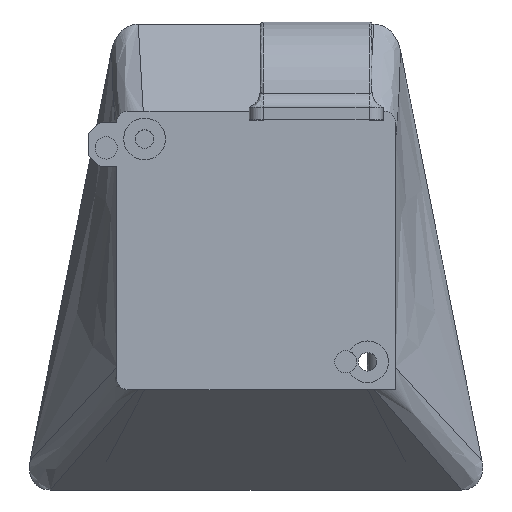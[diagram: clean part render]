
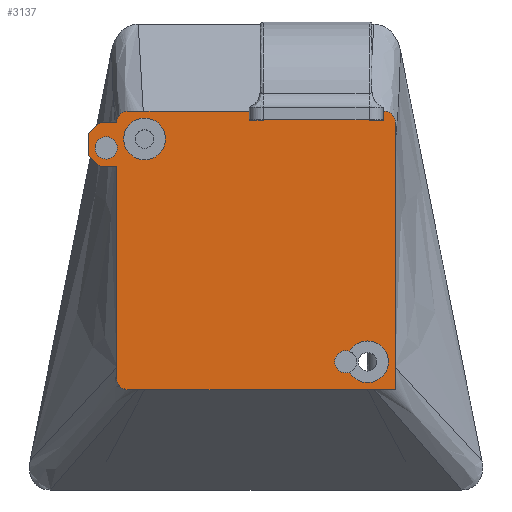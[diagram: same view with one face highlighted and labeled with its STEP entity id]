
A CAD part, top view. The second image highlights one B-rep face of the part: STEP entity #3137.
In plain terms, the highlighted planar face has unit normal (0, 0, 1).
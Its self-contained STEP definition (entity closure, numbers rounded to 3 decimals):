
#114=FACE_BOUND('',#488,.T.);
#115=FACE_BOUND('',#489,.T.);
#116=FACE_BOUND('',#490,.T.);
#181=PLANE('',#3386);
#306=FACE_OUTER_BOUND('',#487,.T.);
#487=EDGE_LOOP('',(#2446,#2447,#2448,#2449,#2450,#2451,#2452,#2453,#2454,
#2455,#2456,#2457,#2458,#2459,#2460,#2461,#2462,#2463,#2464,#2465));
#488=EDGE_LOOP('',(#2466,#2467));
#489=EDGE_LOOP('',(#2468));
#490=EDGE_LOOP('',(#2469));
#626=CIRCLE('',#3279,2.);
#633=CIRCLE('',#3298,3.75);
#634=CIRCLE('',#3306,2.);
#676=CIRCLE('',#3387,2.);
#677=CIRCLE('',#3388,2.);
#678=CIRCLE('',#3389,2.);
#679=CIRCLE('',#3390,3.75);
#802=LINE('',#4592,#1074);
#808=LINE('',#4603,#1080);
#814=LINE('',#4615,#1086);
#815=LINE('',#4618,#1087);
#819=LINE('',#4630,#1091);
#823=LINE('',#4638,#1095);
#837=LINE('',#4967,#1109);
#841=LINE('',#4975,#1113);
#846=LINE('',#4993,#1118);
#850=LINE('',#5009,#1122);
#872=LINE('',#5072,#1144);
#891=LINE('',#5114,#1163);
#897=LINE('',#5126,#1169);
#898=LINE('',#5128,#1170);
#901=LINE('',#5134,#1173);
#902=LINE('',#5139,#1174);
#903=LINE('',#5141,#1175);
#1074=VECTOR('',#3706,10.);
#1080=VECTOR('',#3714,10.);
#1086=VECTOR('',#3724,10.);
#1087=VECTOR('',#3727,10.);
#1091=VECTOR('',#3741,10.);
#1095=VECTOR('',#3747,10.);
#1109=VECTOR('',#3815,10.);
#1113=VECTOR('',#3819,10.);
#1118=VECTOR('',#3836,10.);
#1122=VECTOR('',#3848,10.);
#1144=VECTOR('',#3902,10.);
#1163=VECTOR('',#3945,10.);
#1169=VECTOR('',#3963,10.);
#1170=VECTOR('',#3966,10.);
#1173=VECTOR('',#3975,10.);
#1174=VECTOR('',#3980,10.);
#1175=VECTOR('',#3981,10.);
#1322=VERTEX_POINT('',#4505);
#1326=VERTEX_POINT('',#4514);
#1347=VERTEX_POINT('',#4590);
#1348=VERTEX_POINT('',#4591);
#1352=VERTEX_POINT('',#4601);
#1356=VERTEX_POINT('',#4613);
#1357=VERTEX_POINT('',#4617);
#1358=VERTEX_POINT('',#4621);
#1360=VERTEX_POINT('',#4628);
#1363=VERTEX_POINT('',#4636);
#1393=VERTEX_POINT('',#4964);
#1394=VERTEX_POINT('',#4966);
#1397=VERTEX_POINT('',#4972);
#1398=VERTEX_POINT('',#4974);
#1404=VERTEX_POINT('',#4991);
#1405=VERTEX_POINT('',#4992);
#1412=VERTEX_POINT('',#5006);
#1413=VERTEX_POINT('',#5008);
#1438=VERTEX_POINT('',#5070);
#1449=VERTEX_POINT('',#5113);
#1450=VERTEX_POINT('',#5136);
#1451=VERTEX_POINT('',#5138);
#1452=VERTEX_POINT('',#5140);
#1453=VERTEX_POINT('',#5144);
#1642=EDGE_CURVE('',#1322,#1326,#626,.T.);
#1671=EDGE_CURVE('',#1326,#1322,#633,.T.);
#1676=EDGE_CURVE('',#1347,#1348,#802,.T.);
#1682=EDGE_CURVE('',#1347,#1352,#808,.T.);
#1688=EDGE_CURVE('',#1356,#1352,#814,.T.);
#1689=EDGE_CURVE('',#1357,#1348,#815,.T.);
#1691=EDGE_CURVE('',#1358,#1358,#634,.T.);
#1695=EDGE_CURVE('',#1360,#1356,#819,.T.);
#1699=EDGE_CURVE('',#1360,#1363,#823,.T.);
#1743=EDGE_CURVE('',#1393,#1394,#837,.T.);
#1747=EDGE_CURVE('',#1397,#1398,#841,.T.);
#1756=EDGE_CURVE('',#1404,#1405,#846,.T.);
#1764=EDGE_CURVE('',#1413,#1412,#850,.T.);
#1796=EDGE_CURVE('',#1405,#1438,#872,.T.);
#1816=EDGE_CURVE('',#1413,#1449,#891,.T.);
#1823=EDGE_CURVE('',#1393,#1404,#897,.T.);
#1824=EDGE_CURVE('',#1412,#1398,#898,.T.);
#1827=EDGE_CURVE('',#1449,#1438,#901,.T.);
#1828=EDGE_CURVE('',#1450,#1363,#676,.T.);
#1829=EDGE_CURVE('',#1450,#1451,#902,.T.);
#1830=EDGE_CURVE('',#1452,#1451,#903,.T.);
#1831=EDGE_CURVE('',#1394,#1452,#677,.T.);
#1832=EDGE_CURVE('',#1357,#1397,#678,.T.);
#1833=EDGE_CURVE('',#1453,#1453,#679,.T.);
#2446=ORIENTED_EDGE('',*,*,#1676,.F.);
#2447=ORIENTED_EDGE('',*,*,#1682,.T.);
#2448=ORIENTED_EDGE('',*,*,#1688,.F.);
#2449=ORIENTED_EDGE('',*,*,#1695,.F.);
#2450=ORIENTED_EDGE('',*,*,#1699,.T.);
#2451=ORIENTED_EDGE('',*,*,#1828,.F.);
#2452=ORIENTED_EDGE('',*,*,#1829,.T.);
#2453=ORIENTED_EDGE('',*,*,#1830,.F.);
#2454=ORIENTED_EDGE('',*,*,#1831,.F.);
#2455=ORIENTED_EDGE('',*,*,#1743,.F.);
#2456=ORIENTED_EDGE('',*,*,#1823,.T.);
#2457=ORIENTED_EDGE('',*,*,#1756,.T.);
#2458=ORIENTED_EDGE('',*,*,#1796,.T.);
#2459=ORIENTED_EDGE('',*,*,#1827,.F.);
#2460=ORIENTED_EDGE('',*,*,#1816,.F.);
#2461=ORIENTED_EDGE('',*,*,#1764,.T.);
#2462=ORIENTED_EDGE('',*,*,#1824,.T.);
#2463=ORIENTED_EDGE('',*,*,#1747,.F.);
#2464=ORIENTED_EDGE('',*,*,#1832,.F.);
#2465=ORIENTED_EDGE('',*,*,#1689,.T.);
#2466=ORIENTED_EDGE('',*,*,#1671,.T.);
#2467=ORIENTED_EDGE('',*,*,#1642,.T.);
#2468=ORIENTED_EDGE('',*,*,#1691,.T.);
#2469=ORIENTED_EDGE('',*,*,#1833,.T.);
#3137=ADVANCED_FACE('',(#306,#114,#115,#116),#181,.T.);
#3279=AXIS2_PLACEMENT_3D('',#4516,#3638,#3639);
#3298=AXIS2_PLACEMENT_3D('',#4580,#3696,#3697);
#3306=AXIS2_PLACEMENT_3D('',#4622,#3731,#3732);
#3386=AXIS2_PLACEMENT_3D('',#5135,#3976,#3977);
#3387=AXIS2_PLACEMENT_3D('',#5137,#3978,#3979);
#3388=AXIS2_PLACEMENT_3D('',#5142,#3982,#3983);
#3389=AXIS2_PLACEMENT_3D('',#5143,#3984,#3985);
#3390=AXIS2_PLACEMENT_3D('',#5145,#3986,#3987);
#3638=DIRECTION('center_axis',(0.,0.,
-1.));
#3639=DIRECTION('ref_axis',(-1.,0.,0.));
#3696=DIRECTION('center_axis',(0.,0.,
-1.));
#3697=DIRECTION('ref_axis',(-1.,0.,0.));
#3706=DIRECTION('',(0.707,0.707,0.));
#3714=DIRECTION('',(0.,-1.,0.));
#3724=DIRECTION('',(-0.707,0.707,0.));
#3727=DIRECTION('',(-1.,0.,0.));
#3731=DIRECTION('center_axis',(0.,0.,-1.));
#3732=DIRECTION('ref_axis',(-1.,0.,0.));
#3741=DIRECTION('',(-1.,0.,0.));
#3747=DIRECTION('',(0.,-1.,0.));
#3815=DIRECTION('',(1.,0.,0.));
#3819=DIRECTION('',(1.,0.,0.));
#3836=DIRECTION('',(-1.,0.,0.));
#3848=DIRECTION('',(-1.,0.,0.));
#3902=DIRECTION('',(0.,1.,0.));
#3945=DIRECTION('',(0.,1.,0.));
#3963=DIRECTION('',(0.,-1.,0.));
#3966=DIRECTION('',(0.,1.,0.));
#3975=DIRECTION('',(1.,0.,0.));
#3976=DIRECTION('center_axis',(0.,0.,1.));
#3977=DIRECTION('ref_axis',(1.,0.,0.));
#3978=DIRECTION('center_axis',(0.,0.,-1.));
#3979=DIRECTION('ref_axis',(-0.707,-0.707,0.));
#3980=DIRECTION('',(1.,0.,0.));
#3981=DIRECTION('',(0.,-1.,0.));
#3982=DIRECTION('center_axis',(0.,0.,-1.));
#3983=DIRECTION('ref_axis',(0.707,0.707,0.));
#3984=DIRECTION('center_axis',(0.,0.,-1.));
#3985=DIRECTION('ref_axis',(-0.707,0.707,0.));
#3986=DIRECTION('center_axis',(0.,0.,-1.));
#3987=DIRECTION('ref_axis',(-1.,0.,0.));
#4505=CARTESIAN_POINT('',(41.76,-46.888,21.));
#4514=CARTESIAN_POINT('',(41.76,-43.112,21.));
#4516=CARTESIAN_POINT('Origin',(41.1,-45.,21.));
#4580=CARTESIAN_POINT('Origin',(45.,-45.,21.));
#4590=CARTESIAN_POINT('',(-5.,-4.,21.));
#4591=CARTESIAN_POINT('',(-3.,-2.,21.));
#4592=CARTESIAN_POINT('',(-2.25,-1.25,21.));
#4601=CARTESIAN_POINT('',(-5.,-8.,21.));
#4603=CARTESIAN_POINT('',(-5.,-15.5,21.));
#4613=CARTESIAN_POINT('',(-3.,-10.,21.));
#4615=CARTESIAN_POINT('',(7.25,-20.25,21.));
#4617=CARTESIAN_POINT('',(0.,-2.,21.));
#4618=CARTESIAN_POINT('',(0.,-2.,21.));
#4621=CARTESIAN_POINT('',(0.1,-6.6,21.));
#4622=CARTESIAN_POINT('Origin',(-1.9,-6.6,21.));
#4628=CARTESIAN_POINT('',(0.,-10.,21.));
#4630=CARTESIAN_POINT('',(0.,-10.,21.));
#4636=CARTESIAN_POINT('',(0.,-48.,21.));
#4638=CARTESIAN_POINT('',(0.,-5.,21.));
#4964=CARTESIAN_POINT('',(47.75,0.,21.));
#4966=CARTESIAN_POINT('',(48.,0.,21.));
#4967=CARTESIAN_POINT('',(25.,0.,21.));
#4972=CARTESIAN_POINT('',(2.,0.,21.));
#4974=CARTESIAN_POINT('',(23.851,0.,21.));
#4975=CARTESIAN_POINT('',(25.,0.,21.));
#4991=CARTESIAN_POINT('',(47.75,-1.6,21.));
#4992=CARTESIAN_POINT('',(45.3,-1.6,21.));
#4993=CARTESIAN_POINT('',(30.4,-1.6,21.));
#5006=CARTESIAN_POINT('',(23.851,-1.6,21.));
#5008=CARTESIAN_POINT('',(26.3,-1.6,21.));
#5009=CARTESIAN_POINT('',(30.4,-1.6,21.));
#5070=CARTESIAN_POINT('',(45.3,0.,21.));
#5072=CARTESIAN_POINT('',(45.3,0.7,21.));
#5113=CARTESIAN_POINT('',(26.3,0.,21.));
#5114=CARTESIAN_POINT('',(26.3,0.7,21.));
#5126=CARTESIAN_POINT('',(47.75,0.7,21.));
#5128=CARTESIAN_POINT('',(23.851,0.7,21.));
#5134=CARTESIAN_POINT('',(25.,0.,21.));
#5135=CARTESIAN_POINT('Origin',(25.,-25.,21.));
#5136=CARTESIAN_POINT('',(2.,-50.,21.));
#5137=CARTESIAN_POINT('Origin',(2.,-48.,21.));
#5138=CARTESIAN_POINT('',(50.,-50.,21.));
#5139=CARTESIAN_POINT('',(37.5,-50.,21.));
#5140=CARTESIAN_POINT('',(50.,-2.,21.));
#5141=CARTESIAN_POINT('',(50.,-50.,21.));
#5142=CARTESIAN_POINT('Origin',(48.,-2.,21.));
#5143=CARTESIAN_POINT('Origin',(2.,-2.,21.));
#5144=CARTESIAN_POINT('',(8.75,-5.,21.));
#5145=CARTESIAN_POINT('Origin',(5.,-5.,21.));
